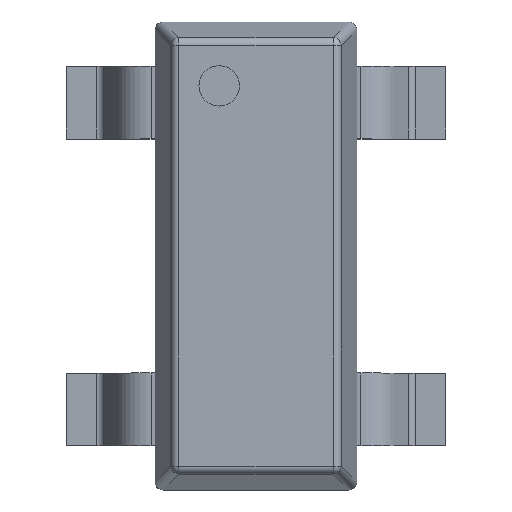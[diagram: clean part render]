
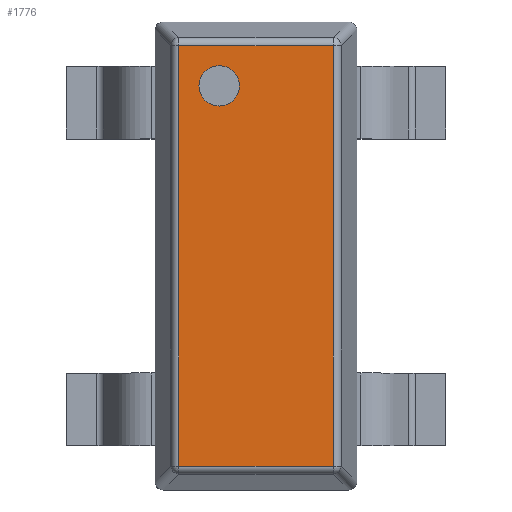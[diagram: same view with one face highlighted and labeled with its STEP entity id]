
A CAD part, top view. The second image highlights one B-rep face of the part: STEP entity #1776.
In plain terms, the highlighted planar face has unit normal (0, 0, 1).
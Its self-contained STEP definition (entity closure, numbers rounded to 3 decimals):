
#49=LINE('',#2678,#225);
#53=LINE('',#2691,#229);
#57=LINE('',#2700,#233);
#61=LINE('',#2706,#237);
#225=VECTOR('',#2146,2.606);
#229=VECTOR('',#2162,0.956);
#233=VECTOR('',#2172,2.606);
#237=VECTOR('',#2180,0.956);
#408=PLANE('',#1928);
#454=FACE_BOUND('',#596,.T.);
#494=FACE_OUTER_BOUND('',#595,.T.);
#595=EDGE_LOOP('',(#1310,#1311,#1312,#1313));
#596=EDGE_LOOP('',(#1314));
#658=CIRCLE('',#1841,0.125);
#716=VERTEX_POINT('',#2567);
#753=VERTEX_POINT('',#2656);
#756=VERTEX_POINT('',#2663);
#759=VERTEX_POINT('',#2670);
#762=VERTEX_POINT('',#2683);
#878=EDGE_CURVE('',#716,#716,#658,.T.);
#929=EDGE_CURVE('',#759,#753,#49,.T.);
#936=EDGE_CURVE('',#762,#759,#53,.T.);
#941=EDGE_CURVE('',#756,#762,#57,.T.);
#945=EDGE_CURVE('',#753,#756,#61,.T.);
#1310=ORIENTED_EDGE('',*,*,#929,.F.);
#1311=ORIENTED_EDGE('',*,*,#936,.F.);
#1312=ORIENTED_EDGE('',*,*,#941,.F.);
#1313=ORIENTED_EDGE('',*,*,#945,.F.);
#1314=ORIENTED_EDGE('',*,*,#878,.T.);
#1776=ADVANCED_FACE('',(#494,#454),#408,.T.);
#1841=AXIS2_PLACEMENT_3D('',#2568,#2027,#2028);
#1928=AXIS2_PLACEMENT_3D('',#2779,#2259,#2260);
#2027=DIRECTION('center_axis',(0.,0.,-1.));
#2028=DIRECTION('ref_axis',(1.,0.,0.));
#2146=DIRECTION('',(0.,1.,0.));
#2162=DIRECTION('',(-1.,0.,0.));
#2172=DIRECTION('',(0.,-1.,0.));
#2180=DIRECTION('',(1.,0.,0.));
#2259=DIRECTION('center_axis',(0.,0.,1.));
#2260=DIRECTION('ref_axis',(1.,0.,0.));
#2567=CARTESIAN_POINT('',(-0.353,1.053,1.));
#2568=CARTESIAN_POINT('Origin',(-0.228,1.053,1.));
#2656=CARTESIAN_POINT('',(-0.478,1.303,1.));
#2663=CARTESIAN_POINT('',(0.478,1.303,1.));
#2670=CARTESIAN_POINT('',(-0.478,-1.303,1.));
#2678=CARTESIAN_POINT('',(-0.478,0.,1.));
#2683=CARTESIAN_POINT('',(0.478,-1.303,1.));
#2691=CARTESIAN_POINT('',(-0.469,-1.303,1.));
#2700=CARTESIAN_POINT('',(0.478,0.,1.));
#2706=CARTESIAN_POINT('',(-0.469,1.303,1.));
#2779=CARTESIAN_POINT('Origin',(-0.625,0.,1.));
